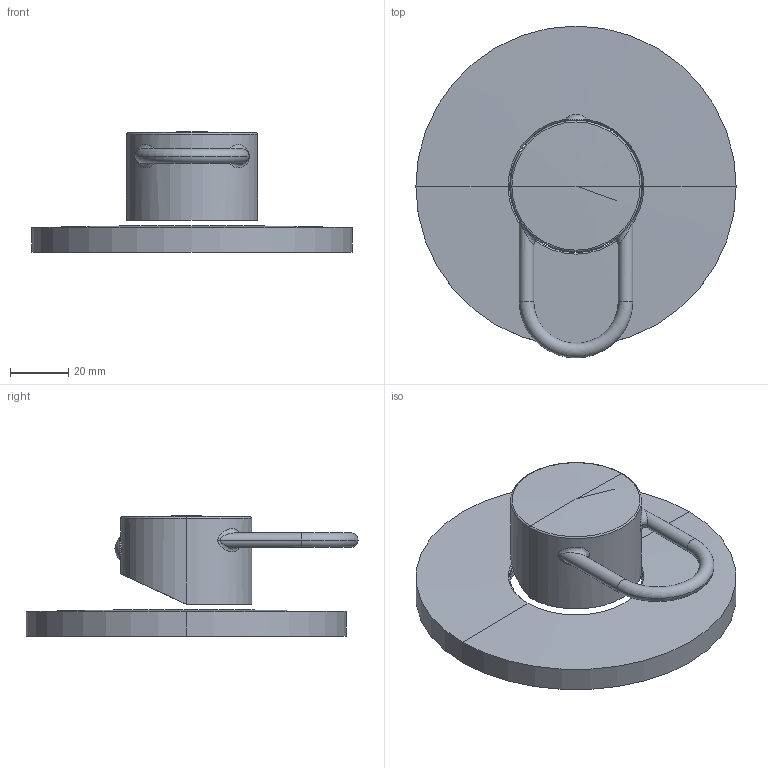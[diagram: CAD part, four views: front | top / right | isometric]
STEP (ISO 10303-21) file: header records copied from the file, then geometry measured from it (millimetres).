
FILE_DESCRIPTION((''),'2;1');
FILE_NAME('JK011CREST','2021-11-04T10:24:56',('ut3'),('PAFFONI SpA'),'CREO PARAMETRIC BY PTC INC, 2020044','CREO PARAMETRIC BY PTC INC, 2020044','');
FILE_SCHEMA(('CONFIG_CONTROL_DESIGN','SHAPE_APPEARANCE_LAYERS_GROUPS'));
Length unit declared in the file: millimetre
Products named in the file (1): JK011CREST
Bounding box: 110 x 114 x 41.39 mm (x, y, z)
Volume: 38070.7 mm3; surface area: 37141.8 mm2
Topology: 2 solids, 2 shells, 132 faces, 311 edges, 186 vertices
Faces by surface type: cylinder 48, plane 45, cone 21, torus 12, bspline 4, sphere 2
Entity records: 5833 total; most frequent: CARTESIAN_POINT 1812, DIRECTION 654, ORIENTED_EDGE 614, EDGE_CURVE 307, AXIS2_PLACEMENT_3D 254, VERTEX_POINT 186, EDGE_LOOP 151, VECTOR 146
